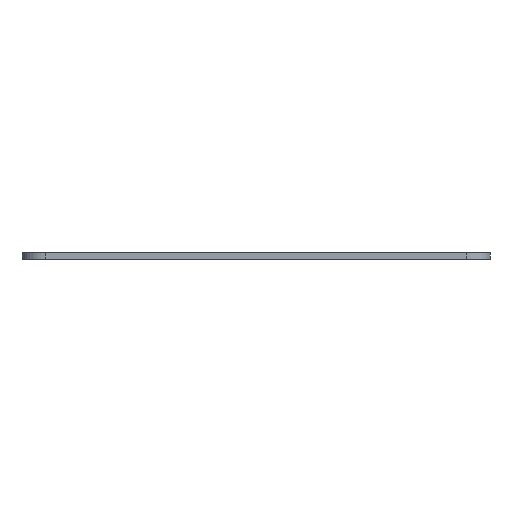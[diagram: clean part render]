
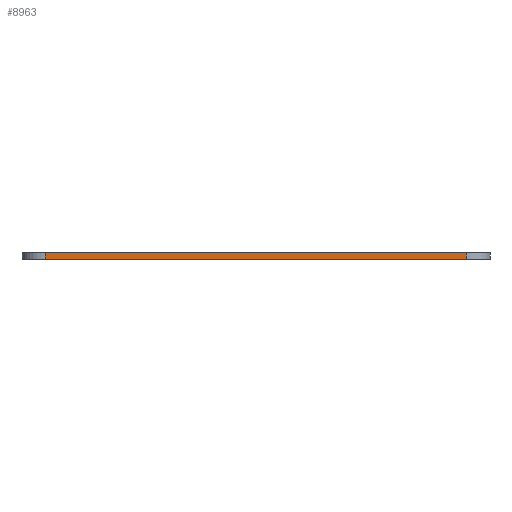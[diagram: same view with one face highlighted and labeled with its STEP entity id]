
A CAD part, front view. The second image highlights one B-rep face of the part: STEP entity #8963.
In plain terms, the highlighted planar face has unit normal (0, -1, 0).
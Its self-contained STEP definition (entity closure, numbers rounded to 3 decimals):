
#1343=FACE_OUTER_BOUND('',#1853,.T.);
#1853=EDGE_LOOP('',(#8099,#8100,#8101,#8102));
#1931=LINE('',#10621,#2697);
#2603=LINE('',#17538,#3369);
#2604=LINE('',#17541,#3370);
#2605=LINE('',#17542,#3371);
#2697=VECTOR('',#9323,10.);
#3369=VECTOR('',#10355,10.);
#3370=VECTOR('',#10358,10.);
#3371=VECTOR('',#10359,10.);
#3462=VERTEX_POINT('',#10618);
#3463=VERTEX_POINT('',#10620);
#4288=VERTEX_POINT('',#17536);
#4289=VERTEX_POINT('',#17540);
#4358=EDGE_CURVE('',#3463,#3462,#1931,.T.);
#5577=EDGE_CURVE('',#3463,#4288,#2603,.T.);
#5578=EDGE_CURVE('',#4289,#3462,#2604,.T.);
#5579=EDGE_CURVE('',#4288,#4289,#2605,.T.);
#8099=ORIENTED_EDGE('',*,*,#5577,.F.);
#8100=ORIENTED_EDGE('',*,*,#4358,.T.);
#8101=ORIENTED_EDGE('',*,*,#5578,.F.);
#8102=ORIENTED_EDGE('',*,*,#5579,.F.);
#8511=PLANE('',#9215);
#8963=ADVANCED_FACE('',(#1343),#8511,.T.);
#9215=AXIS2_PLACEMENT_3D('',#17539,#10356,#10357);
#9323=DIRECTION('',(1.,0.,0.));
#10355=DIRECTION('',(0.,0.,1.));
#10356=DIRECTION('center_axis',(0.,-1.,0.));
#10357=DIRECTION('ref_axis',(1.,0.,0.));
#10358=DIRECTION('',(0.,0.,-1.));
#10359=DIRECTION('',(1.,0.,0.));
#10618=CARTESIAN_POINT('',(43.773,-24.58,12.975));
#10620=CARTESIAN_POINT('',(-47.627,-24.58,12.975));
#10621=CARTESIAN_POINT('',(-52.627,-24.58,12.975));
#17536=CARTESIAN_POINT('',(-47.627,-24.58,14.475));
#17538=CARTESIAN_POINT('',(-47.627,-24.58,12.975));
#17539=CARTESIAN_POINT('Origin',(-52.627,-24.58,12.975));
#17540=CARTESIAN_POINT('',(43.773,-24.58,14.475));
#17541=CARTESIAN_POINT('',(43.773,-24.58,12.975));
#17542=CARTESIAN_POINT('',(-52.627,-24.58,14.475));
